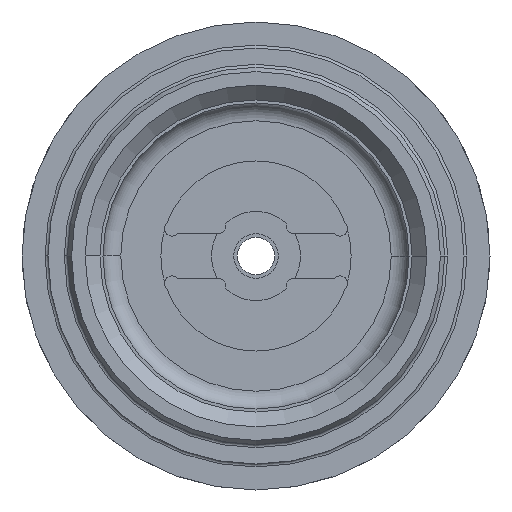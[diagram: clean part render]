
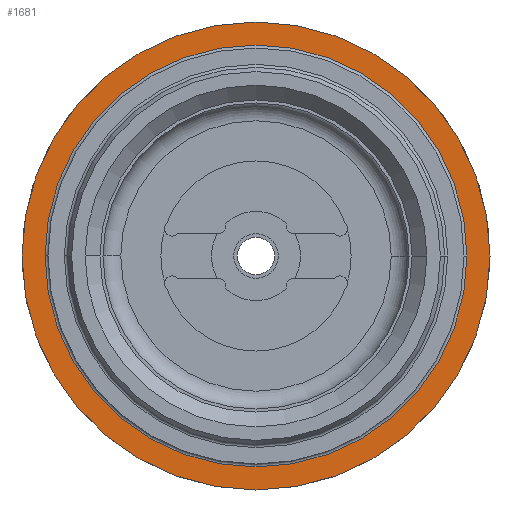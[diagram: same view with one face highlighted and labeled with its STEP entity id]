
A CAD part, front view. The second image highlights one B-rep face of the part: STEP entity #1681.
In plain terms, the highlighted planar face has unit normal (0, -1, 0).
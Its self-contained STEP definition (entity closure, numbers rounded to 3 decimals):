
#207=CARTESIAN_POINT('',(0.,-4.1,0.));
#208=DIRECTION('',(0.,-1.,0.));
#209=DIRECTION('',(-1.,0.,0.));
#210=AXIS2_PLACEMENT_3D('',#207,#208,#209);
#234=CARTESIAN_POINT('',(0.,-4.1,0.));
#235=DIRECTION('',(0.,-1.,0.));
#236=DIRECTION('',(1.,0.,0.));
#237=AXIS2_PLACEMENT_3D('',#234,#235,#236);
#239=CARTESIAN_POINT('',(0.,-4.1,0.));
#240=DIRECTION('',(0.,-1.,0.));
#241=DIRECTION('',(-1.,0.,0.));
#242=AXIS2_PLACEMENT_3D('',#239,#240,#241);
#244=CARTESIAN_POINT('',(0.,-4.1,0.));
#245=DIRECTION('',(0.,-1.,0.));
#246=DIRECTION('',(1.,0.,0.));
#247=AXIS2_PLACEMENT_3D('',#244,#245,#246);
#1057=CARTESIAN_POINT('',(15.75,-4.1,0.));
#1058=CARTESIAN_POINT('',(-15.75,-4.1,0.));
#1059=VERTEX_POINT('',#1057);
#1060=VERTEX_POINT('',#1058);
#1061=CARTESIAN_POINT('',(-14.2,-4.1,0.));
#1062=CARTESIAN_POINT('',(14.2,-4.1,0.));
#1063=VERTEX_POINT('',#1061);
#1064=VERTEX_POINT('',#1062);
#1666=CARTESIAN_POINT('',(0.,-4.1,0.));
#1667=DIRECTION('',(0.,-1.,0.));
#1668=DIRECTION('',(-1.,0.,0.));
#1669=AXIS2_PLACEMENT_3D('',#1666,#1667,#1668);
#1670=PLANE('',#1669);
#1671=ORIENTED_EDGE('',*,*,#1660,.F.);
#1672=ORIENTED_EDGE('',*,*,#1615,.F.);
#1673=EDGE_LOOP('',(#1671,#1672));
#1674=FACE_OUTER_BOUND('',#1673,.F.);
#1676=ORIENTED_EDGE('',*,*,#1675,.T.);
#1678=ORIENTED_EDGE('',*,*,#1677,.T.);
#1679=EDGE_LOOP('',(#1676,#1678));
#1680=FACE_BOUND('',#1679,.F.);
#1681=ADVANCED_FACE('',(#1674,#1680),#1670,.T.);
#211=CIRCLE('',#210,15.75);
#238=CIRCLE('',#237,15.75);
#243=CIRCLE('',#242,14.2);
#248=CIRCLE('',#247,14.2);
#1615=EDGE_CURVE('',#1060,#1059,#211,.T.);
#1660=EDGE_CURVE('',#1059,#1060,#238,.T.);
#1675=EDGE_CURVE('',#1063,#1064,#243,.T.);
#1677=EDGE_CURVE('',#1064,#1063,#248,.T.);
